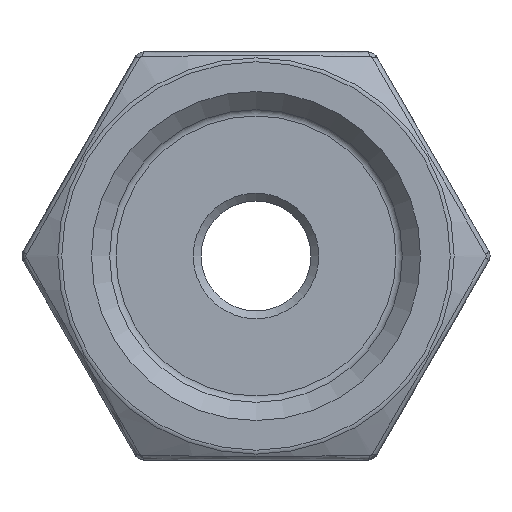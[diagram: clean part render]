
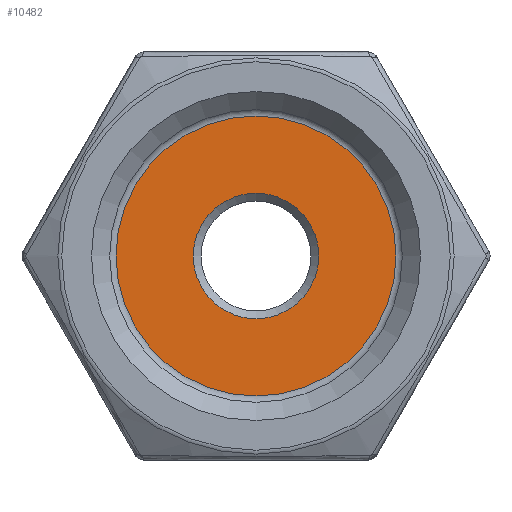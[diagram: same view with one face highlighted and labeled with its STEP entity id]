
A CAD part, left-side view. The second image highlights one B-rep face of the part: STEP entity #10482.
In plain terms, the highlighted planar face has unit normal (-1, 0, 0).
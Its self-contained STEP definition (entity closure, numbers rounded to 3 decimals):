
#463 = AXIS2_PLACEMENT_3D ( 'NONE', #3289, #10587, #2403 ) ;
#992 = EDGE_LOOP ( 'NONE', ( #7539 ) ) ;
#1372 = FACE_OUTER_BOUND ( 'NONE', #992, .T. ) ;
#2403 = DIRECTION ( 'NONE',  ( 0., 0., 1. ) ) ;
#2865 = VERTEX_POINT ( 'NONE', #13121 ) ;
#3289 = CARTESIAN_POINT ( 'NONE',  ( 14.7, 0., 0. ) ) ;
#3796 = DIRECTION ( 'NONE',  ( -1., 0., 0. ) ) ;
#4560 = CIRCLE ( 'NONE', #463, 8.915 ) ;
#4755 = PLANE ( 'NONE',  #8953 ) ;
#5018 = EDGE_CURVE ( 'NONE', #7805, #7805, #4560, .T. ) ;
#5618 = CARTESIAN_POINT ( 'NONE',  ( 14.7, 0., -9.415 ) ) ;
#5965 = CARTESIAN_POINT ( 'NONE',  ( 14.7, 0., 8.916 ) ) ;
#7539 = ORIENTED_EDGE ( 'NONE', *, *, #5018, .F. ) ;
#7588 = DIRECTION ( 'NONE',  ( 0., 1., 0. ) ) ;
#7805 = VERTEX_POINT ( 'NONE', #5965 ) ;
#8810 = FACE_BOUND ( 'NONE', #11348, .T. ) ;
#8953 = AXIS2_PLACEMENT_3D ( 'NONE', #5618, #12844, #7588 ) ;
#10118 = DIRECTION ( 'NONE',  ( 0., 0., 1. ) ) ;
#10482 = ADVANCED_FACE ( 'NONE', ( #8810, #1372 ), #4755, .F. ) ;
#10506 = AXIS2_PLACEMENT_3D ( 'NONE', #11160, #3796, #10118 ) ;
#10587 = DIRECTION ( 'NONE',  ( 1., 0., 0. ) ) ;
#11160 = CARTESIAN_POINT ( 'NONE',  ( 14.7, 0., 0. ) ) ;
#11348 = EDGE_LOOP ( 'NONE', ( #12670 ) ) ;
#12670 = ORIENTED_EDGE ( 'NONE', *, *, #12875, .F. ) ;
#12844 = DIRECTION ( 'NONE',  ( 1., 0., 0. ) ) ;
#12875 = EDGE_CURVE ( 'NONE', #2865, #2865, #12890, .T. ) ;
#12890 = CIRCLE ( 'NONE', #10506, 4. ) ;
#13121 = CARTESIAN_POINT ( 'NONE',  ( 14.7, 0., 4. ) ) ;
